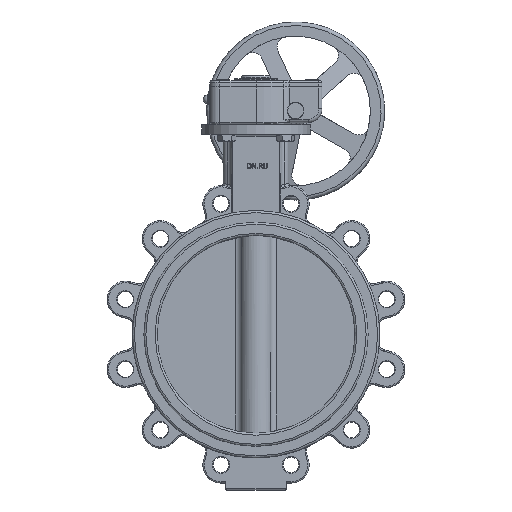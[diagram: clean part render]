
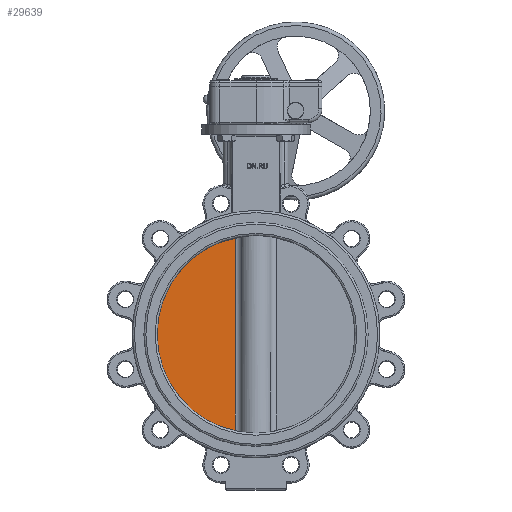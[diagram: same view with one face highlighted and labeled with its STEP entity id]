
A CAD part, top view. The second image highlights one B-rep face of the part: STEP entity #29639.
In plain terms, the highlighted planar face has unit normal (0, 0, 1).
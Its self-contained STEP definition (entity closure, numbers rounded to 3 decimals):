
#1696=PLANE('',#32045);
#3038=FACE_OUTER_BOUND('',#4919,.T.);
#4919=EDGE_LOOP('',(#20172,#20173));
#6828=LINE('',#45737,#8663);
#8663=VECTOR('',#36281,10.);
#10582=CIRCLE('',#31999,150.);
#12389=VERTEX_POINT('',#45270);
#12390=VERTEX_POINT('',#45279);
#15195=EDGE_CURVE('',#12389,#12390,#10582,.T.);
#15251=EDGE_CURVE('',#12390,#12389,#6828,.T.);
#20172=ORIENTED_EDGE('',*,*,#15251,.F.);
#20173=ORIENTED_EDGE('',*,*,#15195,.F.);
#29639=ADVANCED_FACE('',(#3038),#1696,.T.);
#31999=AXIS2_PLACEMENT_3D('',#45280,#36157,#36158);
#32045=AXIS2_PLACEMENT_3D('',#45738,#36282,#36283);
#36157=DIRECTION('center_axis',(0.,0.,-1.));
#36158=DIRECTION('ref_axis',(-1.,0.,0.));
#36281=DIRECTION('',(0.,-1.,0.));
#36282=DIRECTION('center_axis',(0.,0.,1.));
#36283=DIRECTION('ref_axis',(1.,0.,0.));
#45270=CARTESIAN_POINT('',(-31.623,-146.629,5.));
#45279=CARTESIAN_POINT('',(-31.623,146.629,5.));
#45280=CARTESIAN_POINT('Origin',(0.,0.,5.));
#45737=CARTESIAN_POINT('',(-31.623,-236.,5.));
#45738=CARTESIAN_POINT('Origin',(0.,0.,5.));
